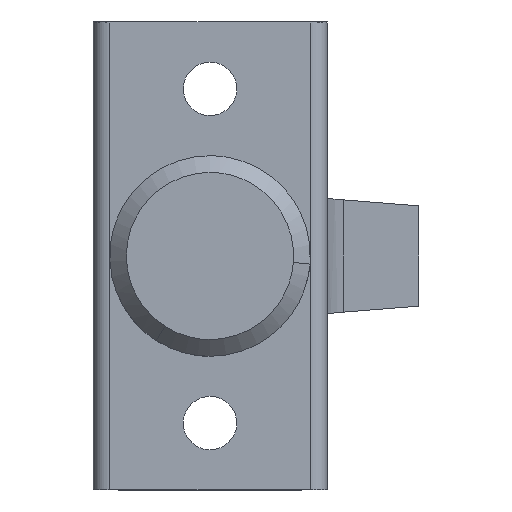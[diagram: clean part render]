
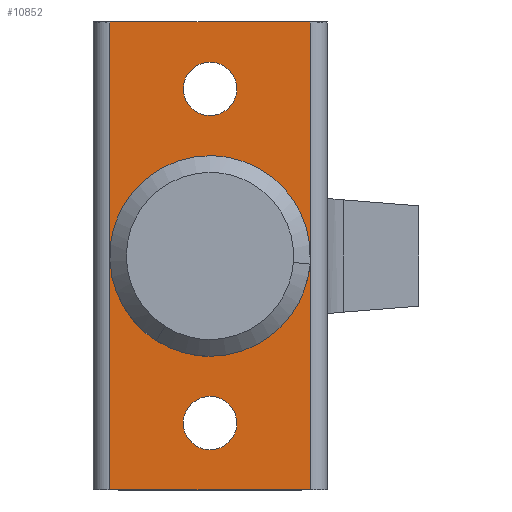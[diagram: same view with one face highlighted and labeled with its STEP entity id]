
A CAD part, front view. The second image highlights one B-rep face of the part: STEP entity #10852.
In plain terms, the highlighted free-form (B-spline) face has degree [1, 1] with [2, 2] control points.
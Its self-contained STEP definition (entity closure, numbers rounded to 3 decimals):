
#9592=CARTESIAN_POINT('',(0.,-3.426,-0.407));
#9593=VERTEX_POINT('',#9592);
#9594=CARTESIAN_POINT('',(0.0,0.0,3.45));
#9595=VERTEX_POINT('',#9594);
#9596=CARTESIAN_POINT('',(0.,-3.426,-0.407));
#9597=CARTESIAN_POINT('',(0.0,-3.45,-0.204));
#9598=CARTESIAN_POINT('',(0.0,-3.45,0.));
#9599=CARTESIAN_POINT('',(0.0,-3.45,3.45));
#9600=CARTESIAN_POINT('',(0.0,0.0,3.45));
#9608=(BOUNDED_CURVE()B_SPLINE_CURVE(2,(#9596,#9597,#9598,#9599,#9600),.UNSPECIFIED.,.F.,.U.)B_SPLINE_CURVE_WITH_KNOTS((3,2,3),(0.23,0.25,0.5),.UNSPECIFIED.)CURVE()GEOMETRIC_REPRESENTATION_ITEM()RATIONAL_B_SPLINE_CURVE((0.956,0.976,1.0,0.707,1.0))REPRESENTATION_ITEM(''));
#9609=EDGE_CURVE('',#9593,#9595,#9608,.T.);
#9611=CARTESIAN_POINT('',(0.,3.444,0.211));
#9612=VERTEX_POINT('',#9611);
#9613=CARTESIAN_POINT('',(0.0,0.0,3.45));
#9614=CARTESIAN_POINT('',(0.0,3.245,3.45));
#9615=CARTESIAN_POINT('',(0.,3.444,0.211));
#9623=(BOUNDED_CURVE()B_SPLINE_CURVE(2,(#9613,#9614,#9615),.UNSPECIFIED.,.F.,.U.)B_SPLINE_CURVE_WITH_KNOTS((3,3),(0.5,0.739),.UNSPECIFIED.)CURVE()GEOMETRIC_REPRESENTATION_ITEM()RATIONAL_B_SPLINE_CURVE((1.0,0.72,0.976))REPRESENTATION_ITEM(''));
#9624=EDGE_CURVE('',#9595,#9612,#9623,.T.);
#9691=CARTESIAN_POINT('',(0.0,0.0,-3.45));
#9692=VERTEX_POINT('',#9691);
#9693=CARTESIAN_POINT('',(0.0,0.0,-3.45));
#9694=CARTESIAN_POINT('',(0.0,-3.064,-3.45));
#9695=CARTESIAN_POINT('',(0.,-3.426,-0.407));
#9703=(BOUNDED_CURVE()B_SPLINE_CURVE(2,(#9693,#9694,#9695),.UNSPECIFIED.,.F.,.U.)B_SPLINE_CURVE_WITH_KNOTS((3,3),(0.0,0.23),.UNSPECIFIED.)CURVE()GEOMETRIC_REPRESENTATION_ITEM()RATIONAL_B_SPLINE_CURVE((1.0,0.731,0.956))REPRESENTATION_ITEM(''));
#9704=EDGE_CURVE('',#9692,#9593,#9703,.T.);
#9738=CARTESIAN_POINT('',(0.,3.444,0.211));
#9739=CARTESIAN_POINT('',(0.0,3.45,0.105));
#9740=CARTESIAN_POINT('',(0.0,3.45,0.));
#9741=CARTESIAN_POINT('',(0.0,3.45,-3.45));
#9742=CARTESIAN_POINT('',(0.0,0.0,-3.45));
#9750=(BOUNDED_CURVE()B_SPLINE_CURVE(2,(#9738,#9739,#9740,#9741,#9742),.UNSPECIFIED.,.F.,.U.)B_SPLINE_CURVE_WITH_KNOTS((3,2,3),(0.739,0.75,1.0),.UNSPECIFIED.)CURVE()GEOMETRIC_REPRESENTATION_ITEM()RATIONAL_B_SPLINE_CURVE((0.976,0.988,1.0,0.707,1.0))REPRESENTATION_ITEM(''));
#9751=EDGE_CURVE('',#9612,#9692,#9750,.T.);
#9778=CARTESIAN_POINT('',(0.,-1.589,9.811));
#9779=VERTEX_POINT('',#9778);
#9780=CARTESIAN_POINT('',(0.0,0.0,11.6));
#9781=VERTEX_POINT('',#9780);
#9782=CARTESIAN_POINT('',(0.,-1.589,9.811));
#9783=CARTESIAN_POINT('',(0.0,-1.6,9.905));
#9784=CARTESIAN_POINT('',(0.0,-1.6,10.));
#9785=CARTESIAN_POINT('',(0.0,-1.6,11.6));
#9786=CARTESIAN_POINT('',(0.0,0.0,11.6));
#9794=(BOUNDED_CURVE()B_SPLINE_CURVE(2,(#9782,#9783,#9784,#9785,#9786),.UNSPECIFIED.,.F.,.U.)B_SPLINE_CURVE_WITH_KNOTS((3,2,3),(0.23,0.25,0.5),.UNSPECIFIED.)CURVE()GEOMETRIC_REPRESENTATION_ITEM()RATIONAL_B_SPLINE_CURVE((0.956,0.976,1.0,0.707,1.0))REPRESENTATION_ITEM(''));
#9795=EDGE_CURVE('',#9779,#9781,#9794,.T.);
#9797=CARTESIAN_POINT('',(0.,1.597,10.098));
#9798=VERTEX_POINT('',#9797);
#9799=CARTESIAN_POINT('',(0.0,0.0,11.6));
#9800=CARTESIAN_POINT('',(0.0,1.505,11.6));
#9801=CARTESIAN_POINT('',(0.,1.597,10.098));
#9809=(BOUNDED_CURVE()B_SPLINE_CURVE(2,(#9799,#9800,#9801),.UNSPECIFIED.,.F.,.U.)B_SPLINE_CURVE_WITH_KNOTS((3,3),(0.5,0.739),.UNSPECIFIED.)CURVE()GEOMETRIC_REPRESENTATION_ITEM()RATIONAL_B_SPLINE_CURVE((1.0,0.72,0.976))REPRESENTATION_ITEM(''));
#9810=EDGE_CURVE('',#9781,#9798,#9809,.T.);
#9877=CARTESIAN_POINT('',(0.0,0.0,8.4));
#9878=VERTEX_POINT('',#9877);
#9879=CARTESIAN_POINT('',(0.0,0.0,8.4));
#9880=CARTESIAN_POINT('',(0.0,-1.421,8.4));
#9881=CARTESIAN_POINT('',(0.,-1.589,9.811));
#9889=(BOUNDED_CURVE()B_SPLINE_CURVE(2,(#9879,#9880,#9881),.UNSPECIFIED.,.F.,.U.)B_SPLINE_CURVE_WITH_KNOTS((3,3),(0.0,0.23),.UNSPECIFIED.)CURVE()GEOMETRIC_REPRESENTATION_ITEM()RATIONAL_B_SPLINE_CURVE((1.0,0.731,0.956))REPRESENTATION_ITEM(''));
#9890=EDGE_CURVE('',#9878,#9779,#9889,.T.);
#9924=CARTESIAN_POINT('',(0.,1.597,10.098));
#9925=CARTESIAN_POINT('',(0.0,1.6,10.049));
#9926=CARTESIAN_POINT('',(0.0,1.6,10.));
#9927=CARTESIAN_POINT('',(0.0,1.6,8.4));
#9928=CARTESIAN_POINT('',(0.0,0.0,8.4));
#9936=(BOUNDED_CURVE()B_SPLINE_CURVE(2,(#9924,#9925,#9926,#9927,#9928),.UNSPECIFIED.,.F.,.U.)B_SPLINE_CURVE_WITH_KNOTS((3,2,3),(0.739,0.75,1.0),.UNSPECIFIED.)CURVE()GEOMETRIC_REPRESENTATION_ITEM()RATIONAL_B_SPLINE_CURVE((0.976,0.988,1.0,0.707,1.0))REPRESENTATION_ITEM(''));
#9937=EDGE_CURVE('',#9798,#9878,#9936,.T.);
#9964=CARTESIAN_POINT('',(0.,1.589,-9.811));
#9965=VERTEX_POINT('',#9964);
#9966=CARTESIAN_POINT('',(0.0,0.0,-11.6));
#9967=VERTEX_POINT('',#9966);
#9968=CARTESIAN_POINT('',(0.,1.589,-9.811));
#9969=CARTESIAN_POINT('',(0.0,1.6,-9.905));
#9970=CARTESIAN_POINT('',(0.0,1.6,-10.));
#9971=CARTESIAN_POINT('',(0.0,1.6,-11.6));
#9972=CARTESIAN_POINT('',(0.0,0.0,-11.6));
#9980=(BOUNDED_CURVE()B_SPLINE_CURVE(2,(#9968,#9969,#9970,#9971,#9972),.UNSPECIFIED.,.F.,.U.)B_SPLINE_CURVE_WITH_KNOTS((3,2,3),(0.73,0.75,1.0),.UNSPECIFIED.)CURVE()GEOMETRIC_REPRESENTATION_ITEM()RATIONAL_B_SPLINE_CURVE((0.956,0.976,1.0,0.707,1.0))REPRESENTATION_ITEM(''));
#9981=EDGE_CURVE('',#9965,#9967,#9980,.T.);
#9983=CARTESIAN_POINT('',(0.,-1.597,-10.098));
#9984=VERTEX_POINT('',#9983);
#9985=CARTESIAN_POINT('',(0.0,0.0,-11.6));
#9986=CARTESIAN_POINT('',(0.0,-1.505,-11.6));
#9987=CARTESIAN_POINT('',(0.,-1.597,-10.098));
#9995=(BOUNDED_CURVE()B_SPLINE_CURVE(2,(#9985,#9986,#9987),.UNSPECIFIED.,.F.,.U.)B_SPLINE_CURVE_WITH_KNOTS((3,3),(0.0,0.239),.UNSPECIFIED.)CURVE()GEOMETRIC_REPRESENTATION_ITEM()RATIONAL_B_SPLINE_CURVE((1.0,0.72,0.976))REPRESENTATION_ITEM(''));
#9996=EDGE_CURVE('',#9967,#9984,#9995,.T.);
#10063=CARTESIAN_POINT('',(0.0,0.0,-8.4));
#10064=VERTEX_POINT('',#10063);
#10065=CARTESIAN_POINT('',(0.0,0.0,-8.4));
#10066=CARTESIAN_POINT('',(0.0,1.421,-8.4));
#10067=CARTESIAN_POINT('',(0.,1.589,-9.811));
#10075=(BOUNDED_CURVE()B_SPLINE_CURVE(2,(#10065,#10066,#10067),.UNSPECIFIED.,.F.,.U.)B_SPLINE_CURVE_WITH_KNOTS((3,3),(0.5,0.73),.UNSPECIFIED.)CURVE()GEOMETRIC_REPRESENTATION_ITEM()RATIONAL_B_SPLINE_CURVE((1.0,0.731,0.956))REPRESENTATION_ITEM(''));
#10076=EDGE_CURVE('',#10064,#9965,#10075,.T.);
#10110=CARTESIAN_POINT('',(0.,-1.597,-10.098));
#10111=CARTESIAN_POINT('',(0.0,-1.6,-10.049));
#10112=CARTESIAN_POINT('',(0.0,-1.6,-10.));
#10113=CARTESIAN_POINT('',(0.0,-1.6,-8.4));
#10114=CARTESIAN_POINT('',(0.0,0.0,-8.4));
#10122=(BOUNDED_CURVE()B_SPLINE_CURVE(2,(#10110,#10111,#10112,#10113,#10114),.UNSPECIFIED.,.F.,.U.)B_SPLINE_CURVE_WITH_KNOTS((3,2,3),(0.239,0.25,0.5),.UNSPECIFIED.)CURVE()GEOMETRIC_REPRESENTATION_ITEM()RATIONAL_B_SPLINE_CURVE((0.976,0.988,1.0,0.707,1.0))REPRESENTATION_ITEM(''));
#10123=EDGE_CURVE('',#9984,#10064,#10122,.T.);
#10650=CARTESIAN_POINT('',(0.,6.0,14.));
#10651=VERTEX_POINT('',#10650);
#10665=CARTESIAN_POINT('',(0.,-6.0,14.));
#10666=VERTEX_POINT('',#10665);
#10667=CARTESIAN_POINT('',(0.,-6.0,14.));
#10668=CARTESIAN_POINT('',(0.,6.0,14.));
#10669=QUASI_UNIFORM_CURVE('',1,(#10667,#10668),.UNSPECIFIED.,.F.,.U.);
#10670=EDGE_CURVE('',#10666,#10651,#10669,.T.);
#10790=CARTESIAN_POINT('',(0.,6.0,-14.));
#10791=VERTEX_POINT('',#10790);
#10805=CARTESIAN_POINT('',(0.,6.0,-14.));
#10806=CARTESIAN_POINT('',(0.,6.0,14.));
#10807=QUASI_UNIFORM_CURVE('',1,(#10805,#10806),.UNSPECIFIED.,.F.,.U.);
#10808=EDGE_CURVE('',#10791,#10651,#10807,.T.);
#10813=CARTESIAN_POINT('',(0.,-6.599,-15.399));
#10814=CARTESIAN_POINT('',(0.,6.599,-15.399));
#10815=CARTESIAN_POINT('',(0.,-6.599,15.399));
#10816=CARTESIAN_POINT('',(0.,6.599,15.399));
#10817=B_SPLINE_SURFACE_WITH_KNOTS('',1,1,((#10813,#10815),(#10814,#10816)),.UNSPECIFIED.,.F.,.F.,.U.,(2,2),(2,2),(0.0,13.199),(0.0,30.797),.UNSPECIFIED.);
#10818=ORIENTED_EDGE('',*,*,#10670,.T.);
#10819=ORIENTED_EDGE('',*,*,#10808,.F.);
#10820=CARTESIAN_POINT('',(0.,-6.0,-14.));
#10821=VERTEX_POINT('',#10820);
#10822=CARTESIAN_POINT('',(0.,-6.0,-14.));
#10823=CARTESIAN_POINT('',(0.,6.0,-14.));
#10824=QUASI_UNIFORM_CURVE('',1,(#10822,#10823),.UNSPECIFIED.,.F.,.U.);
#10825=EDGE_CURVE('',#10821,#10791,#10824,.T.);
#10826=ORIENTED_EDGE('',*,*,#10825,.F.);
#10827=CARTESIAN_POINT('',(0.,-6.0,-14.));
#10828=CARTESIAN_POINT('',(0.,-6.0,14.));
#10829=QUASI_UNIFORM_CURVE('',1,(#10827,#10828),.UNSPECIFIED.,.F.,.U.);
#10830=EDGE_CURVE('',#10821,#10666,#10829,.T.);
#10831=ORIENTED_EDGE('',*,*,#10830,.T.);
#10832=EDGE_LOOP('',(#10818,#10819,#10826,#10831));
#10833=FACE_OUTER_BOUND('',#10832,.T.);
#10834=ORIENTED_EDGE('',*,*,#9996,.F.);
#10835=ORIENTED_EDGE('',*,*,#9981,.F.);
#10836=ORIENTED_EDGE('',*,*,#10076,.F.);
#10837=ORIENTED_EDGE('',*,*,#10123,.F.);
#10838=EDGE_LOOP('',(#10834,#10835,#10836,#10837));
#10839=FACE_BOUND('',#10838,.T.);
#10840=ORIENTED_EDGE('',*,*,#9810,.F.);
#10841=ORIENTED_EDGE('',*,*,#9795,.F.);
#10842=ORIENTED_EDGE('',*,*,#9890,.F.);
#10843=ORIENTED_EDGE('',*,*,#9937,.F.);
#10844=EDGE_LOOP('',(#10840,#10841,#10842,#10843));
#10845=FACE_BOUND('',#10844,.T.);
#10846=ORIENTED_EDGE('',*,*,#9624,.F.);
#10847=ORIENTED_EDGE('',*,*,#9609,.F.);
#10848=ORIENTED_EDGE('',*,*,#9704,.F.);
#10849=ORIENTED_EDGE('',*,*,#9751,.F.);
#10850=EDGE_LOOP('',(#10846,#10847,#10848,#10849));
#10851=FACE_BOUND('',#10850,.T.);
#10852=ADVANCED_FACE('',(#10833,#10839,#10845,#10851),#10817,.F.);
